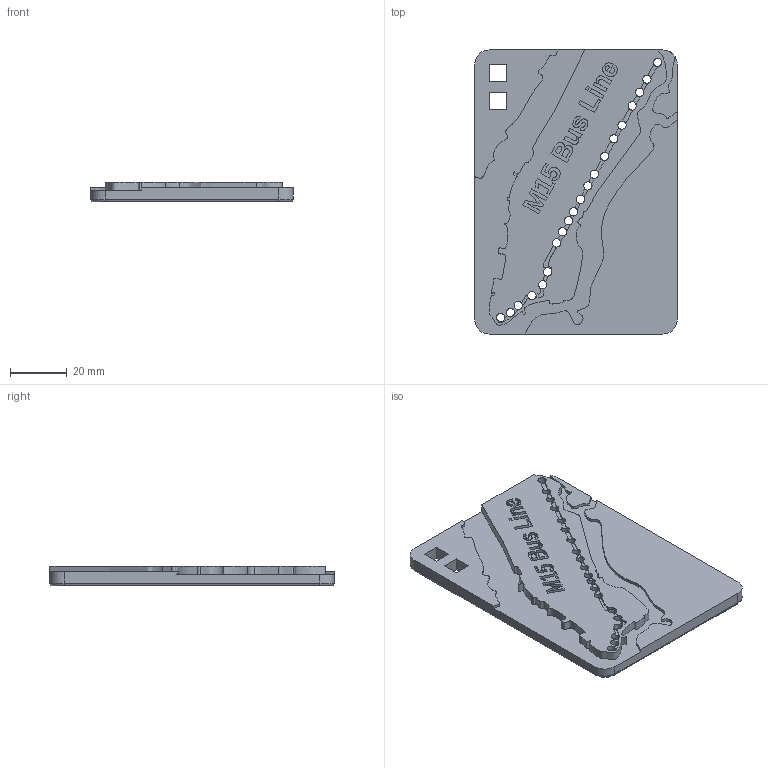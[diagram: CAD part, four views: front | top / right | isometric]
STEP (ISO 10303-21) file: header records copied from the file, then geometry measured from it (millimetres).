
FILE_DESCRIPTION(/* description */ ('STEP AP242 Edition 2','CAx-IF Rec.Pracs.---Representation and Presentation of Product Manufacturing Information (PMI)---4.0---2014-10-13','CAx-IF Rec.Pracs.---3D Tessellated Geometry---0.4---2014-09-14','2;1','CAx-IF Rec.Pracs.---User Defined Attributes---1.5---2016-08-15'),/* implementation_level */ '2;1');
FILE_NAME(/* name */ '6959f378ae0fbf96f829862c',/* time_stamp */ '2026-01-04T04:58:34Z',/* author */ (''),/* organization */ (''),/* preprocessor_version */ 'ST-DEVELOPER v20',/* originating_system */ 'ONSHAPE BY PTC INC, 1.208',/* authorisation */ ' ');
FILE_SCHEMA (('AP242_MANAGED_MODEL_BASED_3D_ENGINEERING_MIM_LF { 1 0 10303 442 3 1 4 }'));
Length unit declared in the file: metre
Products named in the file (1): Part 1
Bounding box: 71.21 x 100 x 7 mm (x, y, z)
Volume: 36905.3 mm3; surface area: 19076.9 mm2
Topology: 1 solids, 1 shells, 1231 faces, 3465 edges, 2300 vertices
Faces by surface type: bspline 529, plane 514, cylinder 161, cone 22, torus 4, sphere 1
Full cylindrical faces by diameter (mm): 2.8 x4, 3.11 x20
Entity records: 44242 total; most frequent: CARTESIAN_POINT 16096, ORIENTED_EDGE 6794, DIRECTION 4070, EDGE_CURVE 3397, VERTEX_POINT 2278, LINE 1858, VECTOR 1858, EDGE_LOOP 1381
